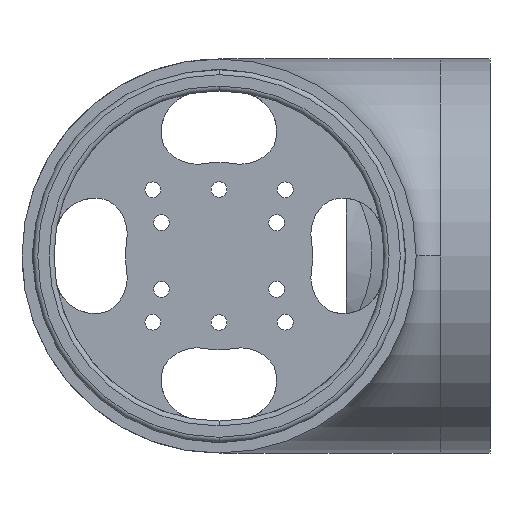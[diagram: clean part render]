
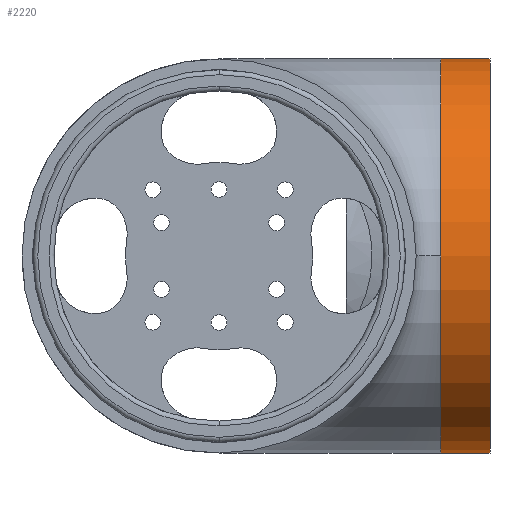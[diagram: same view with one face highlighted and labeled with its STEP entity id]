
A CAD part, front view. The second image highlights one B-rep face of the part: STEP entity #2220.
In plain terms, the highlighted cylindrical face has radius 40 mm (diameter 80 mm), a partial arc.
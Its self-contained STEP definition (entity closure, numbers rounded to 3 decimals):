
#400 = VERTEX_POINT ( 'NONE', #7396 ) ;
#433 = AXIS2_PLACEMENT_3D ( 'NONE', #2107, #8158, #1969 ) ;
#511 = VERTEX_POINT ( 'NONE', #3644 ) ;
#717 = DIRECTION ( 'NONE',  ( 1., 0., 0. ) ) ;
#757 = CARTESIAN_POINT ( 'NONE',  ( 45., 55., 40. ) ) ;
#784 = CARTESIAN_POINT ( 'NONE',  ( 45., 55., -40. ) ) ;
#828 = VERTEX_POINT ( 'NONE', #784 ) ;
#853 = CARTESIAN_POINT ( 'NONE',  ( 55., 55., 0. ) ) ;
#1454 = DIRECTION ( 'NONE',  ( 1., 0., 0. ) ) ;
#1567 = EDGE_LOOP ( 'NONE', ( #5385, #4922, #7190, #6282, #8833 ) ) ;
#1577 = LINE ( 'NONE', #5492, #4827 ) ;
#1941 = AXIS2_PLACEMENT_3D ( 'NONE', #853, #7040, #8649 ) ;
#1969 = DIRECTION ( 'NONE',  ( 0., 0., -1. ) ) ;
#2017 = FACE_OUTER_BOUND ( 'NONE', #1567, .T. ) ;
#2107 = CARTESIAN_POINT ( 'NONE',  ( 45., 55., 0. ) ) ;
#2220 = ADVANCED_FACE ( 'NONE', ( #2017 ), #5166, .T. ) ;
#3007 = CARTESIAN_POINT ( 'NONE',  ( 45., 55., -40. ) ) ;
#3230 = EDGE_CURVE ( 'NONE', #4722, #400, #1577, .T. ) ;
#3616 = VECTOR ( 'NONE', #1454, 1000. ) ;
#3638 = EDGE_CURVE ( 'NONE', #828, #511, #3847, .T. ) ;
#3644 = CARTESIAN_POINT ( 'NONE',  ( 55., 55., -40. ) ) ;
#3847 = LINE ( 'NONE', #3007, #3616 ) ;
#4722 = VERTEX_POINT ( 'NONE', #757 ) ;
#4827 = VECTOR ( 'NONE', #8333, 1000. ) ;
#4922 = ORIENTED_EDGE ( 'NONE', *, *, #7832, .T. ) ;
#5038 = EDGE_CURVE ( 'NONE', #400, #511, #7203, .T. ) ;
#5045 = DIRECTION ( 'NONE',  ( 0., 0., 1. ) ) ;
#5166 = CYLINDRICAL_SURFACE ( 'NONE', #433, 40. ) ;
#5385 = ORIENTED_EDGE ( 'NONE', *, *, #3230, .F. ) ;
#5492 = CARTESIAN_POINT ( 'NONE',  ( 45., 55., 40. ) ) ;
#5623 = CIRCLE ( 'NONE', #9750, 40. ) ;
#6013 = DIRECTION ( 'NONE',  ( 0., 0., 1. ) ) ;
#6226 = EDGE_CURVE ( 'NONE', #9652, #828, #5623, .T. ) ;
#6282 = ORIENTED_EDGE ( 'NONE', *, *, #3638, .T. ) ;
#6478 = AXIS2_PLACEMENT_3D ( 'NONE', #9675, #7473, #5045 ) ;
#7040 = DIRECTION ( 'NONE',  ( 1., 0., 0. ) ) ;
#7190 = ORIENTED_EDGE ( 'NONE', *, *, #6226, .T. ) ;
#7203 = CIRCLE ( 'NONE', #1941, 40. ) ;
#7396 = CARTESIAN_POINT ( 'NONE',  ( 55., 55., 40. ) ) ;
#7473 = DIRECTION ( 'NONE',  ( 1., 0., 0. ) ) ;
#7508 = CARTESIAN_POINT ( 'NONE',  ( 45., 55., 0. ) ) ;
#7832 = EDGE_CURVE ( 'NONE', #4722, #9652, #9348, .T. ) ;
#8158 = DIRECTION ( 'NONE',  ( 1., 0., 0. ) ) ;
#8333 = DIRECTION ( 'NONE',  ( 1., 0., 0. ) ) ;
#8649 = DIRECTION ( 'NONE',  ( 0., 0., 1. ) ) ;
#8833 = ORIENTED_EDGE ( 'NONE', *, *, #5038, .F. ) ;
#9348 = CIRCLE ( 'NONE', #6478, 40. ) ;
#9652 = VERTEX_POINT ( 'NONE', #9794 ) ;
#9675 = CARTESIAN_POINT ( 'NONE',  ( 45., 55., 0. ) ) ;
#9750 = AXIS2_PLACEMENT_3D ( 'NONE', #7508, #717, #6013 ) ;
#9794 = CARTESIAN_POINT ( 'NONE',  ( 45., 15., 0. ) ) ;
